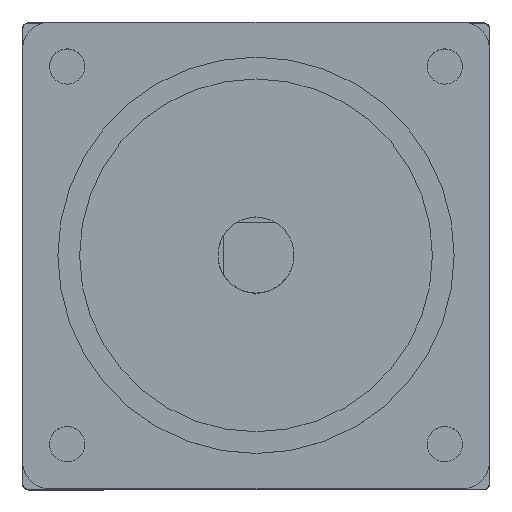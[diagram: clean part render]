
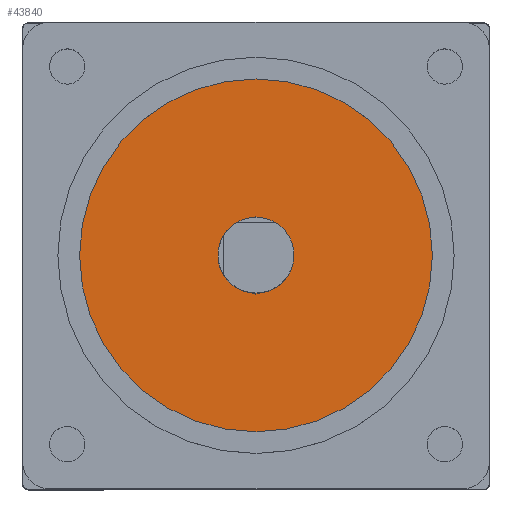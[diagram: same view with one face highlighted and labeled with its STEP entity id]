
A CAD part, top view. The second image highlights one B-rep face of the part: STEP entity #43840.
In plain terms, the highlighted planar face has unit normal (0, 0, 1).
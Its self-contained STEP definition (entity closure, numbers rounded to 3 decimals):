
#2458 = EDGE_LOOP ( 'NONE', ( #43341, #27321 ) ) ;
#4453 = CARTESIAN_POINT ( 'NONE',  ( 0.5, 0., 81.9 ) ) ;
#4522 = AXIS2_PLACEMENT_3D ( 'NONE', #77729, #30679, #85610 ) ;
#6150 = DIRECTION ( 'NONE',  ( 0., 0., 1. ) ) ;
#11887 = VERTEX_POINT ( 'NONE', #21061 ) ;
#13658 = DIRECTION ( 'NONE',  ( 0., 0., 1. ) ) ;
#14472 = FACE_BOUND ( 'NONE', #58745, .T. ) ;
#14874 = EDGE_CURVE ( 'NONE', #35744, #46285, #40163, .T. ) ;
#17550 = CIRCLE ( 'NONE', #71453, 0.5 ) ;
#19404 = FACE_OUTER_BOUND ( 'NONE', #2458, .T. ) ;
#21061 = CARTESIAN_POINT ( 'NONE',  ( 32.5, 0., 81.9 ) ) ;
#22177 = PLANE ( 'NONE',  #32896 ) ;
#22769 = CARTESIAN_POINT ( 'NONE',  ( 0., 0., 81.9 ) ) ;
#27321 = ORIENTED_EDGE ( 'NONE', *, *, #72192, .T. ) ;
#29380 = CARTESIAN_POINT ( 'NONE',  ( 0., 0., 81.9 ) ) ;
#30047 = DIRECTION ( 'NONE',  ( 0., 0., 1. ) ) ;
#30629 = DIRECTION ( 'NONE',  ( 1., 0., 0. ) ) ;
#30679 = DIRECTION ( 'NONE',  ( 0., 0., 1. ) ) ;
#32896 = AXIS2_PLACEMENT_3D ( 'NONE', #29380, #30047, #84984 ) ;
#34144 = EDGE_CURVE ( 'NONE', #11887, #88843, #97436, .T. ) ;
#35744 = VERTEX_POINT ( 'NONE', #85047 ) ;
#40163 = CIRCLE ( 'NONE', #63000, 0.5 ) ;
#43341 = ORIENTED_EDGE ( 'NONE', *, *, #34144, .T. ) ;
#43840 = ADVANCED_FACE ( 'NONE', ( #14472, #19404 ), #22177, .T. ) ;
#46285 = VERTEX_POINT ( 'NONE', #4453 ) ;
#48399 = EDGE_CURVE ( 'NONE', #46285, #35744, #17550, .T. ) ;
#51708 = ORIENTED_EDGE ( 'NONE', *, *, #14874, .F. ) ;
#53112 = CARTESIAN_POINT ( 'NONE',  ( 0., 0., 81.9 ) ) ;
#55735 = ORIENTED_EDGE ( 'NONE', *, *, #48399, .F. ) ;
#57985 = CIRCLE ( 'NONE', #4522, 32.5 ) ;
#58745 = EDGE_LOOP ( 'NONE', ( #55735, #51708 ) ) ;
#60658 = CARTESIAN_POINT ( 'NONE',  ( 0., 0., 81.9 ) ) ;
#61001 = DIRECTION ( 'NONE',  ( 1., 0., 0. ) ) ;
#63000 = AXIS2_PLACEMENT_3D ( 'NONE', #22769, #77682, #30629 ) ;
#68553 = DIRECTION ( 'NONE',  ( 1., 0., 0. ) ) ;
#71453 = AXIS2_PLACEMENT_3D ( 'NONE', #53112, #6150, #61001 ) ;
#72192 = EDGE_CURVE ( 'NONE', #88843, #11887, #57985, .T. ) ;
#72408 = CARTESIAN_POINT ( 'NONE',  ( -32.5, 0., 81.9 ) ) ;
#77682 = DIRECTION ( 'NONE',  ( 0., 0., 1. ) ) ;
#77729 = CARTESIAN_POINT ( 'NONE',  ( 0., 0., 81.9 ) ) ;
#82867 = AXIS2_PLACEMENT_3D ( 'NONE', #60658, #13658, #68553 ) ;
#84984 = DIRECTION ( 'NONE',  ( 1., 0., 0. ) ) ;
#85047 = CARTESIAN_POINT ( 'NONE',  ( -0.5, 0., 81.9 ) ) ;
#85610 = DIRECTION ( 'NONE',  ( 1., 0., 0. ) ) ;
#88843 = VERTEX_POINT ( 'NONE', #72408 ) ;
#97436 = CIRCLE ( 'NONE', #82867, 32.5 ) ;
